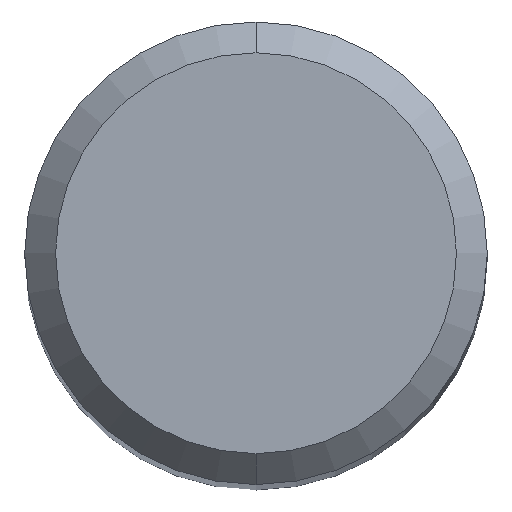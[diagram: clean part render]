
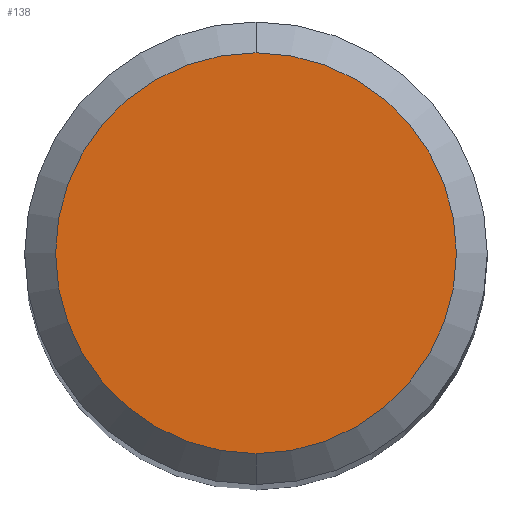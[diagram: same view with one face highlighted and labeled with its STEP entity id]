
A CAD part, top view. The second image highlights one B-rep face of the part: STEP entity #138.
In plain terms, the highlighted planar face has unit normal (0, 0, 1).
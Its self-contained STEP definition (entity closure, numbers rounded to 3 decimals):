
#138=ADVANCED_FACE('',(#310),#311,.T.);
#168=EDGE_CURVE('',#202,#244,#348,.T.);
#202=VERTEX_POINT('',#387);
#210=EDGE_CURVE('',#244,#202,#396,.T.);
#244=VERTEX_POINT('',#433);
#310=FACE_OUTER_BOUND('',#501,.T.);
#311=PLANE('',#502);
#348=CIRCLE('',#546,2.6);
#387=CARTESIAN_POINT('',(0.0,2.6,0.01));
#396=CIRCLE('',#606,2.6);
#433=CARTESIAN_POINT('',(0.,-2.6,0.01));
#501=EDGE_LOOP('',(#715,#716));
#502=AXIS2_PLACEMENT_3D('',#717,#718,#719);
#546=AXIS2_PLACEMENT_3D('',#778,#779,#780);
#606=AXIS2_PLACEMENT_3D('',#843,#844,#845);
#715=ORIENTED_EDGE('',*,*,#168,.F.);
#716=ORIENTED_EDGE('',*,*,#210,.F.);
#717=CARTESIAN_POINT('',(0.0,1.3,0.01));
#718=DIRECTION('',(-0.0,0.0,1.0));
#719=DIRECTION('',(0.0,-1.0,0.0));
#778=CARTESIAN_POINT('',(0.0,0.0,0.01));
#779=DIRECTION('',(0.0,0.0,-1.0));
#780=DIRECTION('',(0.0,1.0,0.0));
#843=CARTESIAN_POINT('',(0.0,0.0,0.01));
#844=DIRECTION('',(0.0,0.0,-1.0));
#845=DIRECTION('',(0.0,1.0,0.0));
